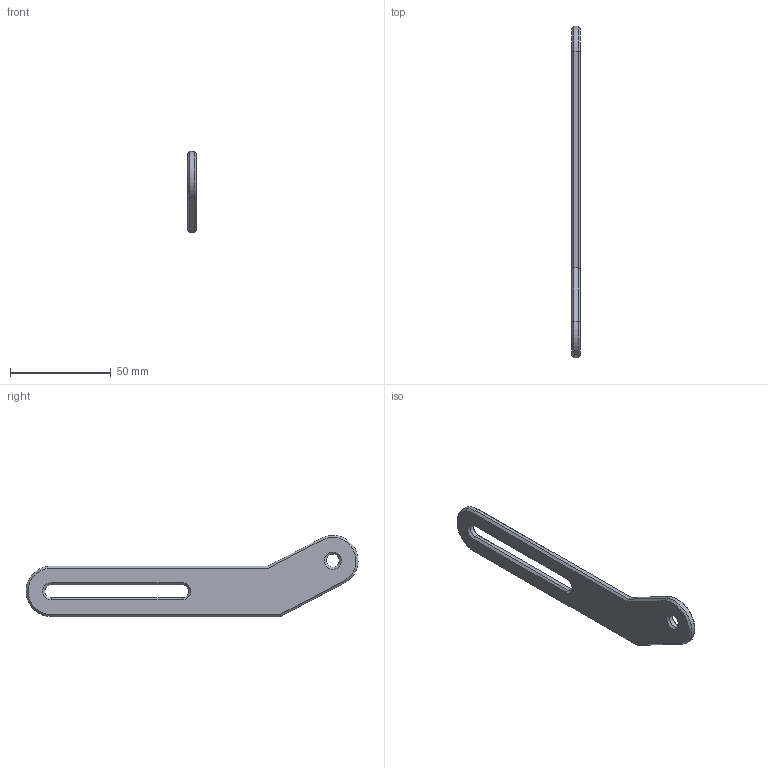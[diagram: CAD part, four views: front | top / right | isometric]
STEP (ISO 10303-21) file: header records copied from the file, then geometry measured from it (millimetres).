
FILE_DESCRIPTION(/* description */ ('Unknown'),/* implementation_level */ '2;1');
FILE_NAME(/* name */ 'filmDigitizer_135_filmCarrier_lightBox_filmCanister_arm_V2',/* time_stamp */ '2024-05-09T14:45:41-04:00',/* author */ ('Unknown'),/* organization */ ('Unknown'),/* preprocessor_version */ 'ST-DEVELOPER v18.1',/* originating_system */ 'Solid Edge',/* authorisation */ 'Unknown');
FILE_SCHEMA (('AUTOMOTIVE_DESIGN {1 0 10303 214 3 1 1}'));
Length unit declared in the file: millimetre
Products named in the file (2): filmDigitizer_135_filmCarrier_V2; filmDigitizer_135_filmCarrier_lightBox_filmCanister_arm_V2
Assembly tree (1 placements, depth 2):
  filmDigitizer_135_filmCarrier_V2
    filmDigitizer_135_filmCarrier_lightBox_filmCanister_arm_V2
Bounding box: 4 x 164.74 x 40.24 mm (x, y, z)
Volume: 13819.7 mm3; surface area: 8698.8 mm2
Topology: 1 solids, 1 shells, 35 faces, 80 edges, 47 vertices
Faces by surface type: plane 20, cone 10, cylinder 5
Full cylindrical faces by diameter (mm): 6.5 x1
Entity records: 977 total; most frequent: DIRECTION 168, CARTESIAN_POINT 155, ORIENTED_EDGE 148, EDGE_CURVE 74, AXIS2_PLACEMENT_3D 57, LINE 54, VECTOR 54, VERTEX_POINT 44
